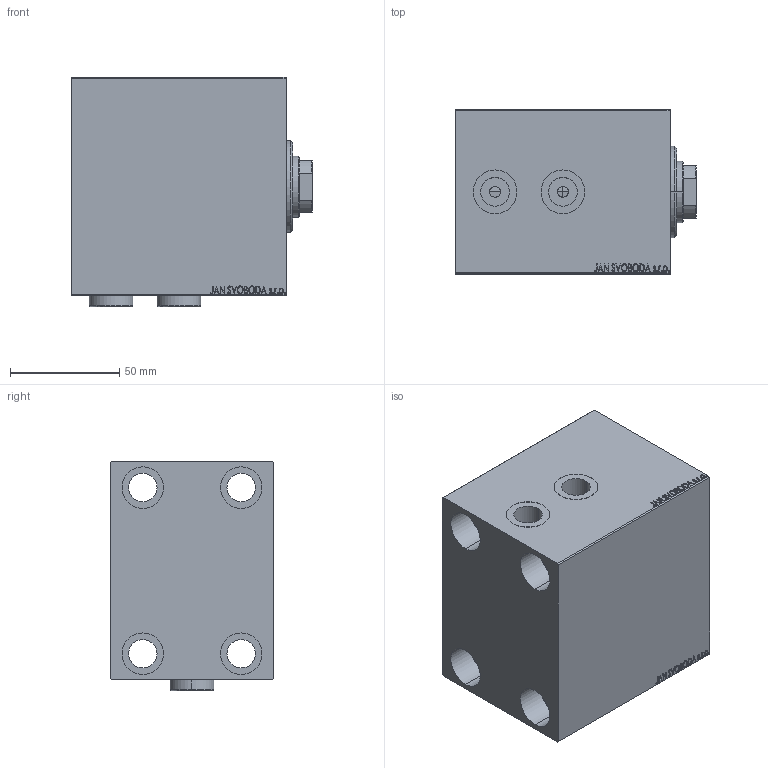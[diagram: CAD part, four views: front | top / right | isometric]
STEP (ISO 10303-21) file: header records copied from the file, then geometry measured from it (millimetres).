
FILE_DESCRIPTION (( 'STEP AP203' ), '1' );
FILE_NAME ('13fc.STEP', '2024-11-27T07:50:00', ( '' ), ( '' ), 'SwSTEP 2.0', 'SolidWorks 2019', '' );
FILE_SCHEMA (( 'CONFIG_CONTROL_DESIGN' ));
Length unit declared in the file: millimetre
Products named in the file (5): 13fc; PLUG 8c83eba2bc0617ef5af3fb63fc7f206e; V450CP_VC_B 8c83eba2bc0617ef5af3fb63fc7f206e; V450CP_B_VCP 8c83eba2bc0617ef5af3fb63fc7f206e; V450CP_C 8c83eba2bc0617ef5af3fb63fc7f206e
Assembly tree (5 placements, depth 2):
  13fc
    V450CP_C 8c83eba2bc0617ef5af3fb63fc7f206e
    V450CP_B_VCP 8c83eba2bc0617ef5af3fb63fc7f206e
    V450CP_VC_B 8c83eba2bc0617ef5af3fb63fc7f206e
    PLUG 8c83eba2bc0617ef5af3fb63fc7f206e  x2
Bounding box: 110 x 75 x 104.9 mm (x, y, z)
Volume: 655245.1 mm3; surface area: 117753.1 mm2
Topology: 5 solids, 5 shells, 943 faces, 2386 edges, 1573 vertices
Faces by surface type: plane 449, bspline 380, cylinder 92, cone 18, torus 4
Entity records: 46005 total; most frequent: CARTESIAN_POINT 25587, ORIENTED_EDGE 4688, DIRECTION 2860, EDGE_CURVE 2344, VERTEX_POINT 1549, VECTOR 1372, LINE 1372, EDGE_LOOP 1063
